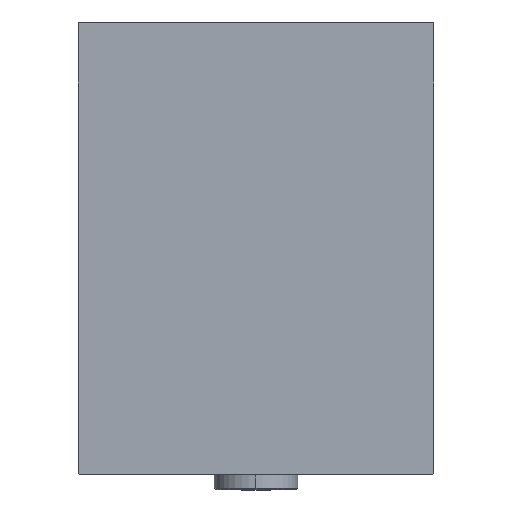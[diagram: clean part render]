
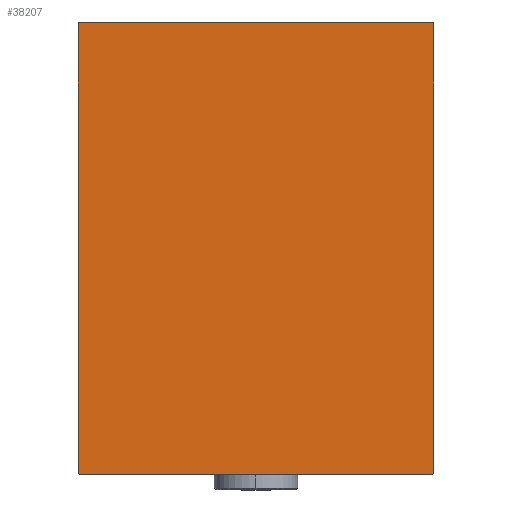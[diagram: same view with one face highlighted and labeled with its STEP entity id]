
A CAD part, left-side view. The second image highlights one B-rep face of the part: STEP entity #38207.
In plain terms, the highlighted face is planar.
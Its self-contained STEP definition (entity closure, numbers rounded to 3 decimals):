
#366 = VECTOR ( 'NONE', #38518, 1000. ) ;
#1055 = CARTESIAN_POINT ( 'NONE',  ( 213., 54.7, 70. ) ) ;
#1280 = DIRECTION ( 'NONE',  ( 0., 1., 0. ) ) ;
#2019 = VERTEX_POINT ( 'NONE', #10409 ) ;
#3251 = CARTESIAN_POINT ( 'NONE',  ( 213., -55., -69.7 ) ) ;
#3508 = CARTESIAN_POINT ( 'NONE',  ( 213., -54.7, -70. ) ) ;
#4061 = AXIS2_PLACEMENT_3D ( 'NONE', #30505, #12094, #38147 ) ;
#4545 = CARTESIAN_POINT ( 'NONE',  ( 213., 62.35, 62.35 ) ) ;
#4870 = CARTESIAN_POINT ( 'NONE',  ( 213., -55., -70. ) ) ;
#5144 = DIRECTION ( 'NONE',  ( 0., 0.707, 0.707 ) ) ;
#6499 = EDGE_CURVE ( 'NONE', #19718, #31790, #41175, .T. ) ;
#7066 = DIRECTION ( 'NONE',  ( 0., -0.707, -0.707 ) ) ;
#8610 = ORIENTED_EDGE ( 'NONE', *, *, #42796, .T. ) ;
#10380 = ORIENTED_EDGE ( 'NONE', *, *, #37871, .T. ) ;
#10409 = CARTESIAN_POINT ( 'NONE',  ( 213., -55., 69.7 ) ) ;
#11039 = VECTOR ( 'NONE', #33565, 1000. ) ;
#11215 = EDGE_LOOP ( 'NONE', ( #14460, #12477, #12323, #44796, #10380, #18140, #8610, #13057 ) ) ;
#11585 = CARTESIAN_POINT ( 'NONE',  ( 213., 54.7, -70. ) ) ;
#12094 = DIRECTION ( 'NONE',  ( 1., 0., 0. ) ) ;
#12265 = CARTESIAN_POINT ( 'NONE',  ( 213., 55., -69.7 ) ) ;
#12323 = ORIENTED_EDGE ( 'NONE', *, *, #42212, .T. ) ;
#12477 = ORIENTED_EDGE ( 'NONE', *, *, #19852, .T. ) ;
#13057 = ORIENTED_EDGE ( 'NONE', *, *, #39947, .T. ) ;
#13236 = LINE ( 'NONE', #20412, #18552 ) ;
#14101 = CARTESIAN_POINT ( 'NONE',  ( 213., 55., 69.7 ) ) ;
#14449 = EDGE_CURVE ( 'NONE', #45969, #31724, #30337, .T. ) ;
#14460 = ORIENTED_EDGE ( 'NONE', *, *, #6499, .T. ) ;
#15013 = DIRECTION ( 'NONE',  ( 0., 0.707, -0.707 ) ) ;
#16011 = VERTEX_POINT ( 'NONE', #23787 ) ;
#18116 = VECTOR ( 'NONE', #5144, 1000. ) ;
#18140 = ORIENTED_EDGE ( 'NONE', *, *, #33881, .T. ) ;
#18381 = CARTESIAN_POINT ( 'NONE',  ( 213., -62.35, -62.35 ) ) ;
#18552 = VECTOR ( 'NONE', #42153, 1000. ) ;
#19104 = DIRECTION ( 'NONE',  ( 0., -0.707, 0.707 ) ) ;
#19718 = VERTEX_POINT ( 'NONE', #3508 ) ;
#19852 = EDGE_CURVE ( 'NONE', #31790, #37761, #22815, .T. ) ;
#20402 = VECTOR ( 'NONE', #1280, 1000. ) ;
#20412 = CARTESIAN_POINT ( 'NONE',  ( 213., 55., 70. ) ) ;
#21078 = CARTESIAN_POINT ( 'NONE',  ( 213., -55., 70. ) ) ;
#22815 = LINE ( 'NONE', #40976, #18116 ) ;
#23080 = FACE_OUTER_BOUND ( 'NONE', #11215, .T. ) ;
#23787 = CARTESIAN_POINT ( 'NONE',  ( 213., -54.7, 70. ) ) ;
#23981 = VECTOR ( 'NONE', #15013, 1000. ) ;
#24288 = CARTESIAN_POINT ( 'NONE',  ( 213., -62.35, 62.35 ) ) ;
#27771 = VERTEX_POINT ( 'NONE', #3251 ) ;
#29753 = LINE ( 'NONE', #44329, #11039 ) ;
#30337 = LINE ( 'NONE', #4545, #45738 ) ;
#30505 = CARTESIAN_POINT ( 'NONE',  ( 213., 0., 0. ) ) ;
#31724 = VERTEX_POINT ( 'NONE', #1055 ) ;
#31790 = VERTEX_POINT ( 'NONE', #11585 ) ;
#33565 = DIRECTION ( 'NONE',  ( 0., 0., 1. ) ) ;
#33881 = EDGE_CURVE ( 'NONE', #16011, #2019, #46504, .T. ) ;
#37761 = VERTEX_POINT ( 'NONE', #12265 ) ;
#37871 = EDGE_CURVE ( 'NONE', #31724, #16011, #13236, .T. ) ;
#38147 = DIRECTION ( 'NONE',  ( 0., 0., -1. ) ) ;
#38207 = ADVANCED_FACE ( 'NONE', ( #23080 ), #41479, .T. ) ;
#38279 = LINE ( 'NONE', #21078, #366 ) ;
#38518 = DIRECTION ( 'NONE',  ( 0., 0., -1. ) ) ;
#39947 = EDGE_CURVE ( 'NONE', #27771, #19718, #44626, .T. ) ;
#40976 = CARTESIAN_POINT ( 'NONE',  ( 213., 62.35, -62.35 ) ) ;
#41175 = LINE ( 'NONE', #4870, #20402 ) ;
#41391 = VECTOR ( 'NONE', #7066, 1000. ) ;
#41479 = PLANE ( 'NONE',  #4061 ) ;
#42153 = DIRECTION ( 'NONE',  ( 0., -1., 0. ) ) ;
#42212 = EDGE_CURVE ( 'NONE', #37761, #45969, #29753, .T. ) ;
#42796 = EDGE_CURVE ( 'NONE', #2019, #27771, #38279, .T. ) ;
#44329 = CARTESIAN_POINT ( 'NONE',  ( 213., 55., -70. ) ) ;
#44626 = LINE ( 'NONE', #18381, #23981 ) ;
#44796 = ORIENTED_EDGE ( 'NONE', *, *, #14449, .T. ) ;
#45738 = VECTOR ( 'NONE', #19104, 1000. ) ;
#45969 = VERTEX_POINT ( 'NONE', #14101 ) ;
#46504 = LINE ( 'NONE', #24288, #41391 ) ;
